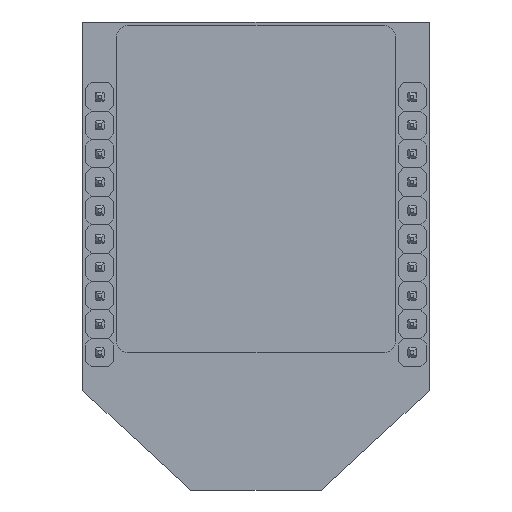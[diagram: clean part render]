
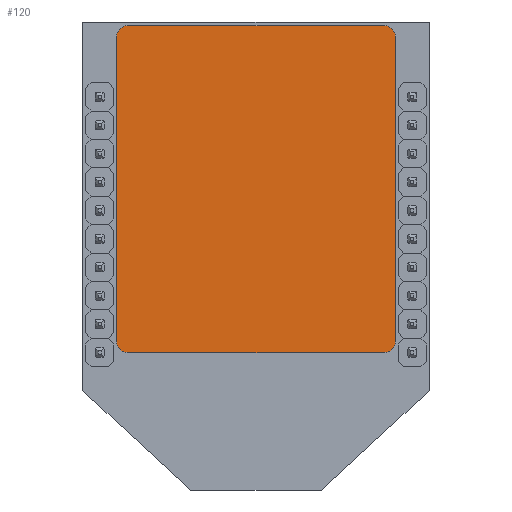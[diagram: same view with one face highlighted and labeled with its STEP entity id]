
A CAD part, front view. The second image highlights one B-rep face of the part: STEP entity #120.
In plain terms, the highlighted planar face has unit normal (0, -1, 0).
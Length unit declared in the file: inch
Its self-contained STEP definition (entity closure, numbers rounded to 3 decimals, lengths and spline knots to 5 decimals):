
#120 = ADVANCED_FACE ( 'NONE', ( #18849 ), #9159, .F. ) ;
#516 = VECTOR ( 'NONE', #16289, 39.37008 ) ;
#1957 = CARTESIAN_POINT ( 'NONE',  ( 0.386, -0.08, 0.6085 ) ) ;
#2194 = VECTOR ( 'NONE', #3575, 39.37008 ) ;
#2835 = LINE ( 'NONE', #23511, #25241 ) ;
#3355 = CIRCLE ( 'NONE', #17624, 0.03 ) ;
#3437 = VECTOR ( 'NONE', #16187, 39.37008 ) ;
#3494 = CARTESIAN_POINT ( 'NONE',  ( 0.386, -0.08, 0.6385 ) ) ;
#3575 = DIRECTION ( 'NONE',  ( -1., 0., 0. ) ) ;
#3795 = ORIENTED_EDGE ( 'NONE', *, *, #7157, .T. ) ;
#4008 = AXIS2_PLACEMENT_3D ( 'NONE', #13993, #22291, #20423 ) ;
#4019 = CARTESIAN_POINT ( 'NONE',  ( -0.386, -0.08, -0.2375 ) ) ;
#4818 = VERTEX_POINT ( 'NONE', #17474 ) ;
#5303 = CARTESIAN_POINT ( 'NONE',  ( -0.356, -0.08, 0.6085 ) ) ;
#5376 = AXIS2_PLACEMENT_3D ( 'NONE', #5303, #11874, #27023 ) ;
#6348 = DIRECTION ( 'NONE',  ( 0., 0., 1. ) ) ;
#6623 = DIRECTION ( 'NONE',  ( 0., -1., 0. ) ) ;
#7157 = EDGE_CURVE ( 'NONE', #13808, #19609, #7974, .T. ) ;
#7974 = LINE ( 'NONE', #9552, #516 ) ;
#7981 = LINE ( 'NONE', #3494, #2194 ) ;
#9159 = PLANE ( 'NONE',  #4008 ) ;
#9552 = CARTESIAN_POINT ( 'NONE',  ( 0.386, -0.08, -0.2675 ) ) ;
#9848 = ORIENTED_EDGE ( 'NONE', *, *, #17855, .T. ) ;
#10342 = AXIS2_PLACEMENT_3D ( 'NONE', #27680, #17183, #6348 ) ;
#10350 = VERTEX_POINT ( 'NONE', #1957 ) ;
#10903 = CARTESIAN_POINT ( 'NONE',  ( 0.356, -0.08, -0.2375 ) ) ;
#11201 = CARTESIAN_POINT ( 'NONE',  ( 0.356, -0.08, 0.6085 ) ) ;
#11282 = DIRECTION ( 'NONE',  ( 0., 0., 1. ) ) ;
#11874 = DIRECTION ( 'NONE',  ( 0., -1., 0. ) ) ;
#11981 = ORIENTED_EDGE ( 'NONE', *, *, #23544, .T. ) ;
#12490 = ORIENTED_EDGE ( 'NONE', *, *, #25160, .T. ) ;
#13694 = CARTESIAN_POINT ( 'NONE',  ( 0.356, -0.08, 0.6385 ) ) ;
#13808 = VERTEX_POINT ( 'NONE', #26824 ) ;
#13993 = CARTESIAN_POINT ( 'NONE',  ( 0., -0.08, 0. ) ) ;
#15164 = DIRECTION ( 'NONE',  ( 0., 0., 1. ) ) ;
#15873 = EDGE_CURVE ( 'NONE', #10350, #27967, #27463, .T. ) ;
#16187 = DIRECTION ( 'NONE',  ( 0., 0., -1. ) ) ;
#16289 = DIRECTION ( 'NONE',  ( 1., 0., 0. ) ) ;
#16568 = EDGE_CURVE ( 'NONE', #21058, #13808, #19981, .T. ) ;
#16607 = EDGE_CURVE ( 'NONE', #19609, #22492, #3355, .T. ) ;
#16897 = VERTEX_POINT ( 'NONE', #20558 ) ;
#17183 = DIRECTION ( 'NONE',  ( 0., -1., 0. ) ) ;
#17474 = CARTESIAN_POINT ( 'NONE',  ( -0.386, -0.08, 0.6085 ) ) ;
#17624 = AXIS2_PLACEMENT_3D ( 'NONE', #10903, #6623, #15164 ) ;
#17855 = EDGE_CURVE ( 'NONE', #22492, #10350, #2835, .T. ) ;
#17916 = EDGE_LOOP ( 'NONE', ( #9848, #18649, #12490, #27616, #11981, #23333, #3795, #25146 ) ) ;
#18649 = ORIENTED_EDGE ( 'NONE', *, *, #15873, .T. ) ;
#18849 = FACE_OUTER_BOUND ( 'NONE', #17916, .T. ) ;
#19212 = AXIS2_PLACEMENT_3D ( 'NONE', #11201, #24140, #11282 ) ;
#19609 = VERTEX_POINT ( 'NONE', #19999 ) ;
#19981 = CIRCLE ( 'NONE', #10342, 0.03 ) ;
#19999 = CARTESIAN_POINT ( 'NONE',  ( 0.356, -0.08, -0.2675 ) ) ;
#20423 = DIRECTION ( 'NONE',  ( 0., 0., 1. ) ) ;
#20558 = CARTESIAN_POINT ( 'NONE',  ( -0.356, -0.08, 0.6385 ) ) ;
#21058 = VERTEX_POINT ( 'NONE', #4019 ) ;
#22291 = DIRECTION ( 'NONE',  ( 0., 1., 0. ) ) ;
#22334 = CIRCLE ( 'NONE', #5376, 0.03 ) ;
#22412 = LINE ( 'NONE', #24478, #3437 ) ;
#22492 = VERTEX_POINT ( 'NONE', #27259 ) ;
#23333 = ORIENTED_EDGE ( 'NONE', *, *, #16568, .T. ) ;
#23413 = DIRECTION ( 'NONE',  ( 0., 0., 1. ) ) ;
#23511 = CARTESIAN_POINT ( 'NONE',  ( 0.386, -0.08, 0.6385 ) ) ;
#23544 = EDGE_CURVE ( 'NONE', #4818, #21058, #22412, .T. ) ;
#24140 = DIRECTION ( 'NONE',  ( 0., -1., 0. ) ) ;
#24478 = CARTESIAN_POINT ( 'NONE',  ( -0.386, -0.08, 0.6385 ) ) ;
#25146 = ORIENTED_EDGE ( 'NONE', *, *, #16607, .T. ) ;
#25160 = EDGE_CURVE ( 'NONE', #27967, #16897, #7981, .T. ) ;
#25241 = VECTOR ( 'NONE', #23413, 39.37008 ) ;
#25965 = EDGE_CURVE ( 'NONE', #16897, #4818, #22334, .T. ) ;
#26824 = CARTESIAN_POINT ( 'NONE',  ( -0.356, -0.08, -0.2675 ) ) ;
#27023 = DIRECTION ( 'NONE',  ( 0., 0., 1. ) ) ;
#27259 = CARTESIAN_POINT ( 'NONE',  ( 0.386, -0.08, -0.2375 ) ) ;
#27463 = CIRCLE ( 'NONE', #19212, 0.03 ) ;
#27616 = ORIENTED_EDGE ( 'NONE', *, *, #25965, .T. ) ;
#27680 = CARTESIAN_POINT ( 'NONE',  ( -0.356, -0.08, -0.2375 ) ) ;
#27967 = VERTEX_POINT ( 'NONE', #13694 ) ;
